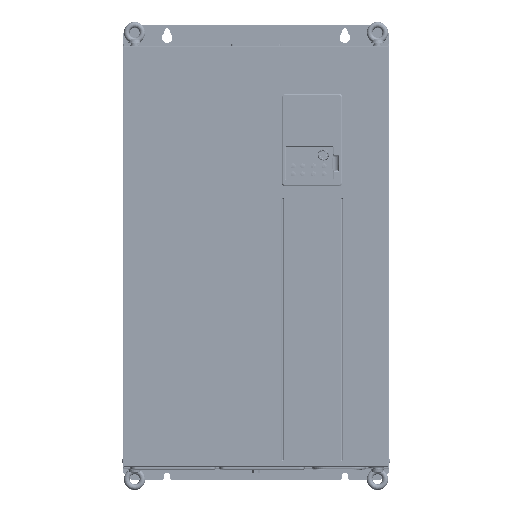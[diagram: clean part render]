
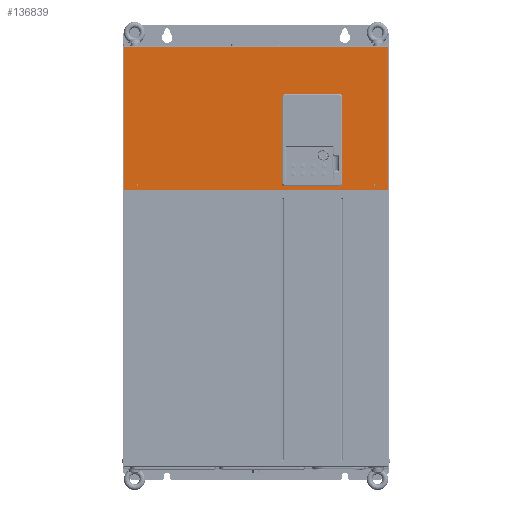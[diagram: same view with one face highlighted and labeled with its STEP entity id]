
A CAD part, top view. The second image highlights one B-rep face of the part: STEP entity #136839.
In plain terms, the highlighted planar face has unit normal (0, 0, 1).
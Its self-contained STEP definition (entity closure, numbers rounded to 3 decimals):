
#35 = DIRECTION ( 'NONE',  ( 0., 0., 1. ) ) ;
#1162 = DIRECTION ( 'NONE',  ( -1., 0., 0. ) ) ;
#2605 = ORIENTED_EDGE ( 'NONE', *, *, #18450, .T. ) ;
#3006 = DIRECTION ( 'NONE',  ( 0., -1., 0. ) ) ;
#4805 = VERTEX_POINT ( 'NONE', #147622 ) ;
#5575 = DIRECTION ( 'NONE',  ( 0., 1., 0. ) ) ;
#5783 = CARTESIAN_POINT ( 'NONE',  ( 9.2, 408.8, 182.2 ) ) ;
#6917 = DIRECTION ( 'NONE',  ( -1., 0., 0. ) ) ;
#10198 = CIRCLE ( 'NONE', #221528, 3. ) ;
#12729 = DIRECTION ( 'NONE',  ( 0., 0., -1. ) ) ;
#13202 = DIRECTION ( 'NONE',  ( 1., 0., 0. ) ) ;
#13356 = VERTEX_POINT ( 'NONE', #226773 ) ;
#13752 = ORIENTED_EDGE ( 'NONE', *, *, #204086, .T. ) ;
#18425 = FACE_BOUND ( 'NONE', #20734, .T. ) ;
#18450 = EDGE_CURVE ( 'NONE', #13356, #130741, #205137, .T. ) ;
#19537 = EDGE_CURVE ( 'NONE', #55207, #125203, #157549, .T. ) ;
#19842 = CARTESIAN_POINT ( 'NONE',  ( 279.305, 178.811, 182.2 ) ) ;
#20734 = EDGE_LOOP ( 'NONE', ( #83686, #229599 ) ) ;
#21143 = CIRCLE ( 'NONE', #73205, 1.5 ) ;
#21996 = ORIENTED_EDGE ( 'NONE', *, *, #114669, .F. ) ;
#23172 = DIRECTION ( 'NONE',  ( 0., 0., 1. ) ) ;
#23793 = AXIS2_PLACEMENT_3D ( 'NONE', #126596, #35, #1162 ) ;
#36029 = VERTEX_POINT ( 'NONE', #221925 ) ;
#39675 = DIRECTION ( 'NONE',  ( 0., 0., -1. ) ) ;
#41816 = VECTOR ( 'NONE', #134675, 1000. ) ;
#42977 = VERTEX_POINT ( 'NONE', #220547 ) ;
#45877 = ORIENTED_EDGE ( 'NONE', *, *, #65009, .F. ) ;
#46778 = DIRECTION ( 'NONE',  ( 0., 0., -1. ) ) ;
#47106 = CARTESIAN_POINT ( 'NONE',  ( 282.305, 175.811, 182.2 ) ) ;
#47246 = DIRECTION ( 'NONE',  ( 0., 1., 0. ) ) ;
#48056 = CARTESIAN_POINT ( 'NONE',  ( 282.305, 325.811, 182.2 ) ) ;
#48709 = LINE ( 'NONE', #117260, #41816 ) ;
#48820 = CIRCLE ( 'NONE', #204588, 1.5 ) ;
#49059 = DIRECTION ( 'NONE',  ( 1., 0., 0. ) ) ;
#49245 = DIRECTION ( 'NONE',  ( -1., 0., 0. ) ) ;
#49927 = EDGE_CURVE ( 'NONE', #125203, #145733, #192586, .T. ) ;
#50910 = VECTOR ( 'NONE', #13202, 1000. ) ;
#52888 = CARTESIAN_POINT ( 'NONE',  ( 455.8, 408.8, 182.2 ) ) ;
#53249 = DIRECTION ( 'NONE',  ( 1., 0., 0. ) ) ;
#55207 = VERTEX_POINT ( 'NONE', #74982 ) ;
#56114 = EDGE_CURVE ( 'NONE', #130741, #135382, #63224, .T. ) ;
#59505 = DIRECTION ( 'NONE',  ( 0., 0., -1. ) ) ;
#60526 = ORIENTED_EDGE ( 'NONE', *, *, #56114, .T. ) ;
#63016 = CIRCLE ( 'NONE', #73622, 1.5 ) ;
#63224 = LINE ( 'NONE', #184004, #99060 ) ;
#65009 = EDGE_CURVE ( 'NONE', #42977, #70236, #48820, .T. ) ;
#65808 = VECTOR ( 'NONE', #5575, 1000. ) ;
#67189 = DIRECTION ( 'NONE',  ( 1., 0., 0. ) ) ;
#70236 = VERTEX_POINT ( 'NONE', #179450 ) ;
#70424 = CARTESIAN_POINT ( 'NONE',  ( 9.2, 408.8, 182.2 ) ) ;
#73205 = AXIS2_PLACEMENT_3D ( 'NONE', #147458, #23172, #6917 ) ;
#73622 = AXIS2_PLACEMENT_3D ( 'NONE', #211134, #193688, #67189 ) ;
#74982 = CARTESIAN_POINT ( 'NONE',  ( 375.305, 322.811, 182.2 ) ) ;
#78189 = EDGE_CURVE ( 'NONE', #70236, #42977, #21143, .T. ) ;
#79361 = AXIS2_PLACEMENT_3D ( 'NONE', #160506, #39675, #195307 ) ;
#81301 = VECTOR ( 'NONE', #49245, 1000. ) ;
#83686 = ORIENTED_EDGE ( 'NONE', *, *, #85440, .F. ) ;
#84352 = CARTESIAN_POINT ( 'NONE',  ( 455.8, 167., 182.2 ) ) ;
#85051 = CARTESIAN_POINT ( 'NONE',  ( 372.305, 178.811, 182.2 ) ) ;
#85440 = EDGE_CURVE ( 'NONE', #121153, #151115, #220386, .T. ) ;
#86545 = CIRCLE ( 'NONE', #160727, 3. ) ;
#86826 = CIRCLE ( 'NONE', #79361, 3. ) ;
#86919 = DIRECTION ( 'NONE',  ( 0., 0., 1. ) ) ;
#86942 = CARTESIAN_POINT ( 'NONE',  ( 282.305, 322.811, 182.2 ) ) ;
#87809 = LINE ( 'NONE', #70424, #205980 ) ;
#88083 = FACE_BOUND ( 'NONE', #92497, .T. ) ;
#89236 = CARTESIAN_POINT ( 'NONE',  ( 457.5, 410.5, 182.2 ) ) ;
#89537 = VERTEX_POINT ( 'NONE', #143352 ) ;
#90445 = ORIENTED_EDGE ( 'NONE', *, *, #183826, .T. ) ;
#92497 = EDGE_LOOP ( 'NONE', ( #213378, #45877 ) ) ;
#96370 = EDGE_CURVE ( 'NONE', #151115, #121153, #63016, .T. ) ;
#99060 = VECTOR ( 'NONE', #201402, 1000. ) ;
#105649 = VECTOR ( 'NONE', #47246, 1000. ) ;
#106458 = EDGE_CURVE ( 'NONE', #36029, #55207, #10198, .T. ) ;
#106687 = PLANE ( 'NONE',  #166658 ) ;
#110193 = CARTESIAN_POINT ( 'NONE',  ( 434., 174.75, 182.2 ) ) ;
#111290 = LINE ( 'NONE', #148415, #65808 ) ;
#112725 = EDGE_LOOP ( 'NONE', ( #123653, #224408, #227540, #13752, #133917, #129616, #90445, #141892 ) ) ;
#112908 = DIRECTION ( 'NONE',  ( 0., 1., 0. ) ) ;
#114669 = EDGE_CURVE ( 'NONE', #13356, #194082, #120119, .T. ) ;
#117260 = CARTESIAN_POINT ( 'NONE',  ( 372.305, 175.811, 182.2 ) ) ;
#120119 = LINE ( 'NONE', #171209, #81301 ) ;
#121153 = VERTEX_POINT ( 'NONE', #148816 ) ;
#123653 = ORIENTED_EDGE ( 'NONE', *, *, #106458, .T. ) ;
#125203 = VERTEX_POINT ( 'NONE', #142548 ) ;
#126596 = CARTESIAN_POINT ( 'NONE',  ( 432.5, 174.75, 182.2 ) ) ;
#127542 = EDGE_LOOP ( 'NONE', ( #157159, #21996, #2605, #60526 ) ) ;
#129616 = ORIENTED_EDGE ( 'NONE', *, *, #165961, .T. ) ;
#130741 = VERTEX_POINT ( 'NONE', #52888 ) ;
#133917 = ORIENTED_EDGE ( 'NONE', *, *, #173499, .T. ) ;
#134675 = DIRECTION ( 'NONE',  ( -1., 0., 0. ) ) ;
#135382 = VERTEX_POINT ( 'NONE', #5783 ) ;
#136839 = ADVANCED_FACE ( 'NONE', ( #158974, #18425, #88083, #229772 ), #106687, .T. ) ;
#141892 = ORIENTED_EDGE ( 'NONE', *, *, #209828, .T. ) ;
#142548 = CARTESIAN_POINT ( 'NONE',  ( 375.305, 178.811, 182.2 ) ) ;
#143352 = CARTESIAN_POINT ( 'NONE',  ( 282.305, 325.811, 182.2 ) ) ;
#144608 = EDGE_CURVE ( 'NONE', #135382, #194082, #87809, .T. ) ;
#145733 = VERTEX_POINT ( 'NONE', #172218 ) ;
#147458 = CARTESIAN_POINT ( 'NONE',  ( 32.5, 174.75, 182.2 ) ) ;
#147622 = CARTESIAN_POINT ( 'NONE',  ( 279.305, 322.811, 182.2 ) ) ;
#148415 = CARTESIAN_POINT ( 'NONE',  ( 279.305, 178.811, 182.2 ) ) ;
#148816 = CARTESIAN_POINT ( 'NONE',  ( 431., 174.75, 182.2 ) ) ;
#148932 = DIRECTION ( 'NONE',  ( 0., 0., 1. ) ) ;
#151115 = VERTEX_POINT ( 'NONE', #110193 ) ;
#157159 = ORIENTED_EDGE ( 'NONE', *, *, #144608, .T. ) ;
#157549 = LINE ( 'NONE', #195791, #209735 ) ;
#158974 = FACE_BOUND ( 'NONE', #112725, .T. ) ;
#159295 = AXIS2_PLACEMENT_3D ( 'NONE', #85051, #46778, #49059 ) ;
#160506 = CARTESIAN_POINT ( 'NONE',  ( 282.305, 178.811, 182.2 ) ) ;
#160727 = AXIS2_PLACEMENT_3D ( 'NONE', #86942, #12729, #207811 ) ;
#165961 = EDGE_CURVE ( 'NONE', #226177, #4805, #111290, .T. ) ;
#166658 = AXIS2_PLACEMENT_3D ( 'NONE', #89236, #86919, #53249 ) ;
#171209 = CARTESIAN_POINT ( 'NONE',  ( 455.8, 167., 182.2 ) ) ;
#172218 = CARTESIAN_POINT ( 'NONE',  ( 372.305, 175.811, 182.2 ) ) ;
#173499 = EDGE_CURVE ( 'NONE', #174007, #226177, #86826, .T. ) ;
#174007 = VERTEX_POINT ( 'NONE', #47106 ) ;
#179450 = CARTESIAN_POINT ( 'NONE',  ( 31., 174.75, 182.2 ) ) ;
#179683 = CARTESIAN_POINT ( 'NONE',  ( 9.2, 167., 182.2 ) ) ;
#183826 = EDGE_CURVE ( 'NONE', #4805, #89537, #86545, .T. ) ;
#184004 = CARTESIAN_POINT ( 'NONE',  ( 455.8, 408.8, 182.2 ) ) ;
#187200 = CARTESIAN_POINT ( 'NONE',  ( 32.5, 174.75, 182.2 ) ) ;
#188583 = LINE ( 'NONE', #48056, #50910 ) ;
#192586 = CIRCLE ( 'NONE', #159295, 3. ) ;
#193688 = DIRECTION ( 'NONE',  ( 0., 0., 1. ) ) ;
#194082 = VERTEX_POINT ( 'NONE', #179683 ) ;
#195307 = DIRECTION ( 'NONE',  ( 0., -1., 0. ) ) ;
#195791 = CARTESIAN_POINT ( 'NONE',  ( 375.305, 322.811, 182.2 ) ) ;
#201402 = DIRECTION ( 'NONE',  ( -1., 0., 0. ) ) ;
#204086 = EDGE_CURVE ( 'NONE', #145733, #174007, #48709, .T. ) ;
#204588 = AXIS2_PLACEMENT_3D ( 'NONE', #187200, #148932, #219709 ) ;
#205137 = LINE ( 'NONE', #84352, #105649 ) ;
#205980 = VECTOR ( 'NONE', #214368, 1000. ) ;
#207811 = DIRECTION ( 'NONE',  ( -1., 0., 0. ) ) ;
#209735 = VECTOR ( 'NONE', #3006, 1000. ) ;
#209828 = EDGE_CURVE ( 'NONE', #89537, #36029, #188583, .T. ) ;
#211134 = CARTESIAN_POINT ( 'NONE',  ( 432.5, 174.75, 182.2 ) ) ;
#213378 = ORIENTED_EDGE ( 'NONE', *, *, #78189, .F. ) ;
#214368 = DIRECTION ( 'NONE',  ( 0., -1., 0. ) ) ;
#218585 = CARTESIAN_POINT ( 'NONE',  ( 372.305, 322.811, 182.2 ) ) ;
#219709 = DIRECTION ( 'NONE',  ( 1., 0., 0. ) ) ;
#220386 = CIRCLE ( 'NONE', #23793, 1.5 ) ;
#220547 = CARTESIAN_POINT ( 'NONE',  ( 34., 174.75, 182.2 ) ) ;
#221528 = AXIS2_PLACEMENT_3D ( 'NONE', #218585, #59505, #112908 ) ;
#221925 = CARTESIAN_POINT ( 'NONE',  ( 372.305, 325.811, 182.2 ) ) ;
#224408 = ORIENTED_EDGE ( 'NONE', *, *, #19537, .T. ) ;
#226177 = VERTEX_POINT ( 'NONE', #19842 ) ;
#226773 = CARTESIAN_POINT ( 'NONE',  ( 455.8, 167., 182.2 ) ) ;
#227540 = ORIENTED_EDGE ( 'NONE', *, *, #49927, .T. ) ;
#229599 = ORIENTED_EDGE ( 'NONE', *, *, #96370, .F. ) ;
#229772 = FACE_OUTER_BOUND ( 'NONE', #127542, .T. ) ;
